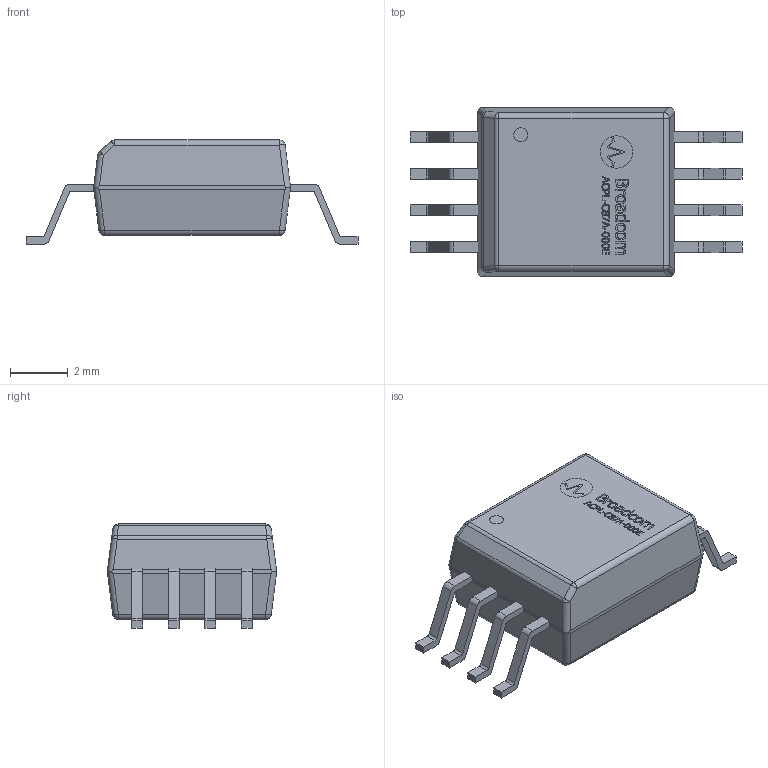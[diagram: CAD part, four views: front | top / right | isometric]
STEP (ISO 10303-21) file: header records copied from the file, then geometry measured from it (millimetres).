
FILE_DESCRIPTION( ( '' ), ' ' );
FILE_NAME( '5c34d7a3ffdf62150986a5a7.step', '2019-01-08T17:02:28', ( '' ), ( '' ), ' ', ' ', ' ' );
FILE_SCHEMA( ( 'AUTOMOTIVE_DESIGN { 1 0 10303 214 1 1 1 1 }' ) );
Length unit declared in the file: metre
Products named in the file (30): Open CASCADE STEP translator 6.8 4; Open CASCADE STEP translator 6.8 3; Open CASCADE STEP translator 6.8 2; Open CASCADE STEP translator 6.8 1
Bounding box: 11.5 x 5.85 x 3.61 mm (x, y, z)
Volume: 128.2 mm3; surface area: 223.6 mm2
Topology: 30 solids, 30 shells, 505 faces, 1305 edges, 860 vertices
Faces by surface type: plane 251, extrusion 135, cylinder 106, sphere 10, bspline 3
Full cylindrical faces by diameter (mm): 0.494 x1
Entity records: 27572 total; most frequent: CARTESIAN_POINT 4792, ORIENTED_EDGE 2608, DIRECTION 2121, STYLED_ITEM 1809, PRESENTATION_STYLE_ASSIGNMENT 1809, COLOUR_RGB 1809, EDGE_CURVE 1304, CURVE_STYLE 1304
